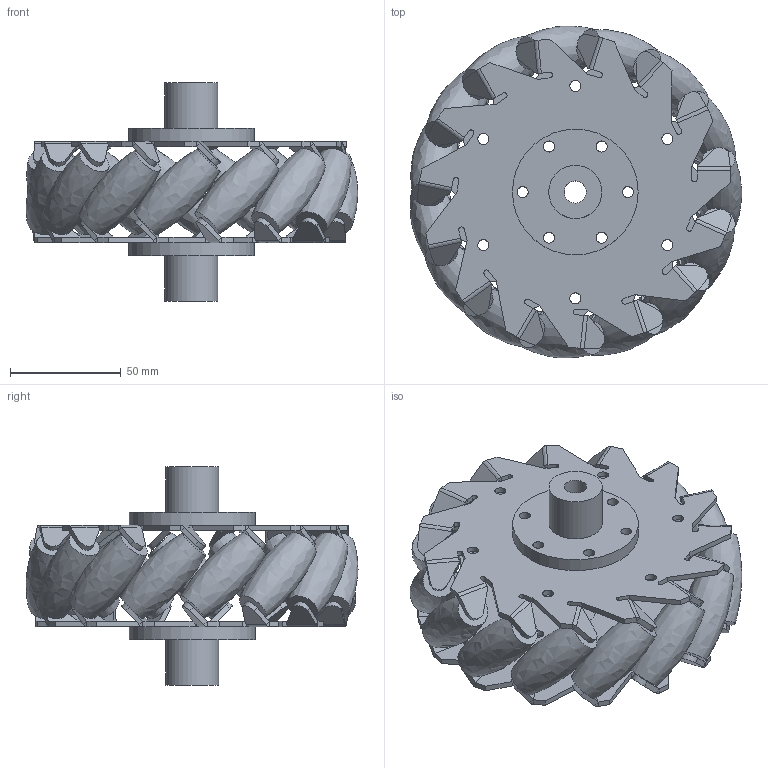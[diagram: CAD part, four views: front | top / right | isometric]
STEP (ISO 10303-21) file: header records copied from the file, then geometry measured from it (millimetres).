
FILE_DESCRIPTION(/* description */ (''),/* implementation_level */ '2;1');
FILE_NAME(/* name */ 'Mecanum Wheel 6in v4.step',/* time_stamp */ '2019-10-10T08:40:03+08:00',/* author */ (''),/* organization */ (''),/* preprocessor_version */ 'ST-DEVELOPER v18',/* originating_system */ 'Autodesk Translation Framework v8.6.0.1094',/* authorisation */ '');
FILE_SCHEMA (('AUTOMOTIVE_DESIGN { 1 0 10303 214 3 1 1 }'));
Length unit declared in the file: millimetre
Products named in the file (1): Mecanum Wheel 6in
Bounding box: 149.73 x 149.98 x 98.52 mm (x, y, z)
Volume: 268726.1 mm3; surface area: 123856.8 mm2
Topology: 19 solids, 19 shells, 594 faces, 1512 edges, 958 vertices
Faces by surface type: plane 370, cylinder 119, bspline 105
Full cylindrical faces by diameter (mm): 2.631 x15, 5 x36, 10 x2, 18 x2, 24 x2, 56.8 x2
Entity records: 22578 total; most frequent: CARTESIAN_POINT 8285, ORIENTED_EDGE 3024, DIRECTION 2715, EDGE_CURVE 1512, LINE 1049, VECTOR 1049, VERTEX_POINT 958, AXIS2_PLACEMENT_3D 833
